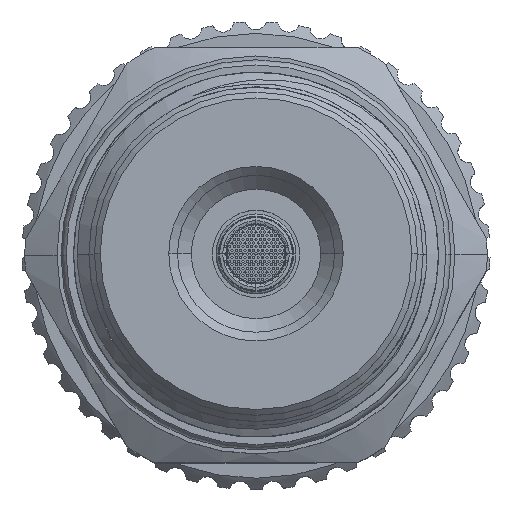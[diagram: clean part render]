
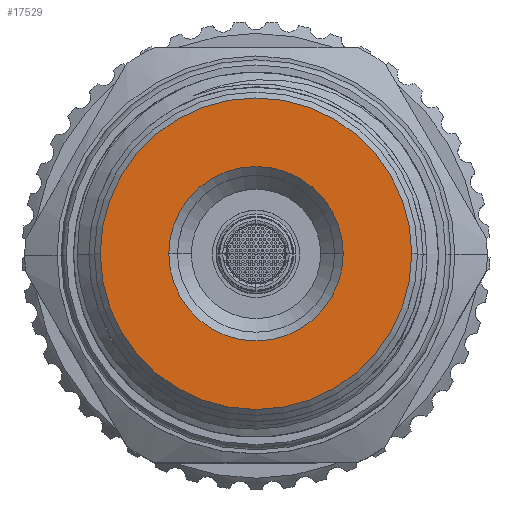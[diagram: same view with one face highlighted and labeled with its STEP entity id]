
A CAD part, top view. The second image highlights one B-rep face of the part: STEP entity #17529.
In plain terms, the highlighted planar face has unit normal (0, 0, 1).
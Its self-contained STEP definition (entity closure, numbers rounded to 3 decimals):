
#997 = CARTESIAN_POINT ( 'NONE',  ( 0., 0., 25.41 ) ) ;
#3530 = DIRECTION ( 'NONE',  ( 0., 0., -1. ) ) ;
#11993 = DIRECTION ( 'NONE',  ( 0., 0., 1. ) ) ;
#12459 = EDGE_CURVE ( 'NONE', #16484, #71914, #43390, .T. ) ;
#15906 = ORIENTED_EDGE ( 'NONE', *, *, #48941, .T. ) ;
#16484 = VERTEX_POINT ( 'NONE', #38749 ) ;
#17529 = ADVANCED_FACE ( 'NONE', ( #99886, #93900 ), #24808, .F. ) ;
#22304 = CARTESIAN_POINT ( 'NONE',  ( 0., 0., 25.41 ) ) ;
#24808 = PLANE ( 'NONE',  #53728 ) ;
#25341 = CARTESIAN_POINT ( 'NONE',  ( 0., 0., 25.41 ) ) ;
#25743 = VERTEX_POINT ( 'NONE', #57226 ) ;
#37645 = DIRECTION ( 'NONE',  ( -1., 0., 0. ) ) ;
#38749 = CARTESIAN_POINT ( 'NONE',  ( 6., 0., 25.41 ) ) ;
#39476 = VERTEX_POINT ( 'NONE', #43849 ) ;
#41947 = EDGE_CURVE ( 'NONE', #39476, #25743, #45469, .T. ) ;
#43390 = CIRCLE ( 'NONE', #88160, 6. ) ;
#43849 = CARTESIAN_POINT ( 'NONE',  ( 10.715, 0., 25.41 ) ) ;
#45395 = AXIS2_PLACEMENT_3D ( 'NONE', #22304, #76653, #83443 ) ;
#45469 = CIRCLE ( 'NONE', #45395, 10.715 ) ;
#45614 = ORIENTED_EDGE ( 'NONE', *, *, #12459, .T. ) ;
#45646 = EDGE_CURVE ( 'NONE', #71914, #16484, #65876, .T. ) ;
#46449 = CARTESIAN_POINT ( 'NONE',  ( 0., 0., 25.41 ) ) ;
#48941 = EDGE_CURVE ( 'NONE', #25743, #39476, #57085, .T. ) ;
#53728 = AXIS2_PLACEMENT_3D ( 'NONE', #997, #86991, #56691 ) ;
#56691 = DIRECTION ( 'NONE',  ( -1., 0., 0. ) ) ;
#57085 = CIRCLE ( 'NONE', #76837, 10.715 ) ;
#57226 = CARTESIAN_POINT ( 'NONE',  ( -10.715, 0., 25.41 ) ) ;
#65876 = CIRCLE ( 'NONE', #73556, 6. ) ;
#71914 = VERTEX_POINT ( 'NONE', #83888 ) ;
#73556 = AXIS2_PLACEMENT_3D ( 'NONE', #25341, #3530, #96366 ) ;
#74400 = ORIENTED_EDGE ( 'NONE', *, *, #41947, .T. ) ;
#76548 = EDGE_LOOP ( 'NONE', ( #45614, #95085 ) ) ;
#76653 = DIRECTION ( 'NONE',  ( 0., 0., 1. ) ) ;
#76837 = AXIS2_PLACEMENT_3D ( 'NONE', #81013, #11993, #88832 ) ;
#81013 = CARTESIAN_POINT ( 'NONE',  ( 0., 0., 25.41 ) ) ;
#83443 = DIRECTION ( 'NONE',  ( -1., 0., 0. ) ) ;
#83888 = CARTESIAN_POINT ( 'NONE',  ( -6., 0., 25.41 ) ) ;
#84229 = DIRECTION ( 'NONE',  ( 0., 0., -1. ) ) ;
#86991 = DIRECTION ( 'NONE',  ( 0., 0., -1. ) ) ;
#88160 = AXIS2_PLACEMENT_3D ( 'NONE', #46449, #84229, #37645 ) ;
#88832 = DIRECTION ( 'NONE',  ( -1., 0., 0. ) ) ;
#93900 = FACE_OUTER_BOUND ( 'NONE', #98789, .T. ) ;
#95085 = ORIENTED_EDGE ( 'NONE', *, *, #45646, .T. ) ;
#96366 = DIRECTION ( 'NONE',  ( -1., 0., 0. ) ) ;
#98789 = EDGE_LOOP ( 'NONE', ( #15906, #74400 ) ) ;
#99886 = FACE_BOUND ( 'NONE', #76548, .T. ) ;
